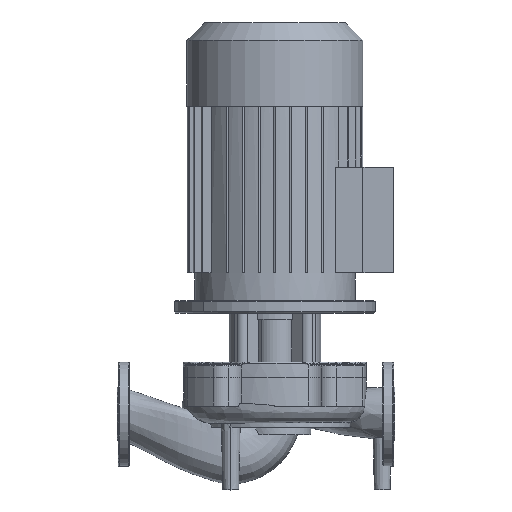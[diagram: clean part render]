
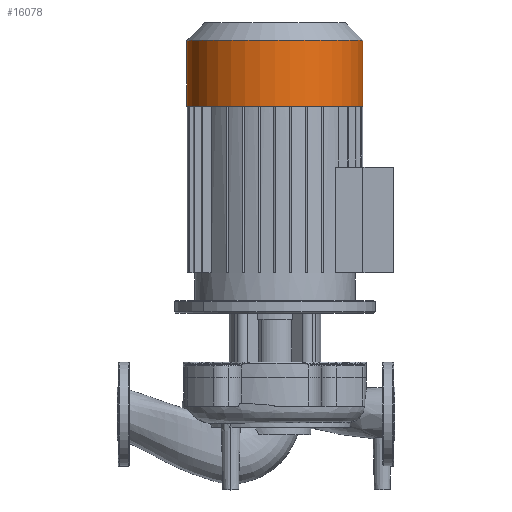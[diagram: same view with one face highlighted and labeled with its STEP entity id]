
A CAD part, top view. The second image highlights one B-rep face of the part: STEP entity #16078.
In plain terms, the highlighted cylindrical face has radius 139.5 mm (diameter 279 mm), a partial arc.
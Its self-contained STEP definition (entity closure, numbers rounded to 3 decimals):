
#11684=CARTESIAN_POINT('',(389.5,488.0,0.0));
#11685=VERTEX_POINT('',#11684);
#11686=CARTESIAN_POINT('',(389.5,592.1,0.0));
#11687=VERTEX_POINT('',#11686);
#11688=CARTESIAN_POINT('',(389.5,488.0,0.0));
#11689=DIRECTION('',(0.0,1.0,0.0));
#11690=VECTOR('',#11689,104.1);
#11691=LINE('',#11688,#11690);
#11692=EDGE_CURVE('',#11685,#11687,#11691,.T.);
#11694=CARTESIAN_POINT('',(110.5,488.0,0.));
#11695=VERTEX_POINT('',#11694);
#11703=CARTESIAN_POINT('',(110.5,592.1,0.));
#11704=VERTEX_POINT('',#11703);
#11705=CARTESIAN_POINT('',(110.5,488.0,0.));
#11706=DIRECTION('',(0.0,1.0,0.0));
#11707=VECTOR('',#11706,104.1);
#11708=LINE('',#11705,#11707);
#11709=EDGE_CURVE('',#11695,#11704,#11708,.T.);
#14627=CARTESIAN_POINT('',(250.0,488.0,0.0));
#14628=DIRECTION('',(0.0,1.0,0.0));
#14629=DIRECTION('',(1.0,0.0,0.0));
#14630=AXIS2_PLACEMENT_3D('',#14627,#14628,#14629);
#14631=CIRCLE('',#14630,139.5);
#14632=EDGE_CURVE('',#11695,#11685,#14631,.T.);
#16057=CARTESIAN_POINT('',(250.0,592.1,0.0));
#16058=DIRECTION('',(0.0,1.0,0.0));
#16059=DIRECTION('',(1.0,0.0,0.0));
#16060=AXIS2_PLACEMENT_3D('',#16057,#16058,#16059);
#16061=CIRCLE('',#16060,139.5);
#16062=EDGE_CURVE('',#11704,#11687,#16061,.T.);
#16067=CARTESIAN_POINT('',(250.0,620.0,0.0));
#16068=DIRECTION('',(0.0,-1.0,0.0));
#16069=DIRECTION('',(1.0,0.0,0.0));
#16070=AXIS2_PLACEMENT_3D('',#16067,#16068,#16069);
#16071=CYLINDRICAL_SURFACE('',#16070,139.5);
#16072=ORIENTED_EDGE('',*,*,#11692,.T.);
#16073=ORIENTED_EDGE('',*,*,#16062,.F.);
#16074=ORIENTED_EDGE('',*,*,#11709,.F.);
#16075=ORIENTED_EDGE('',*,*,#14632,.T.);
#16076=EDGE_LOOP('',(#16072,#16073,#16074,#16075));
#16077=FACE_OUTER_BOUND('',#16076,.T.);
#16078=ADVANCED_FACE('',(#16077),#16071,.T.);
